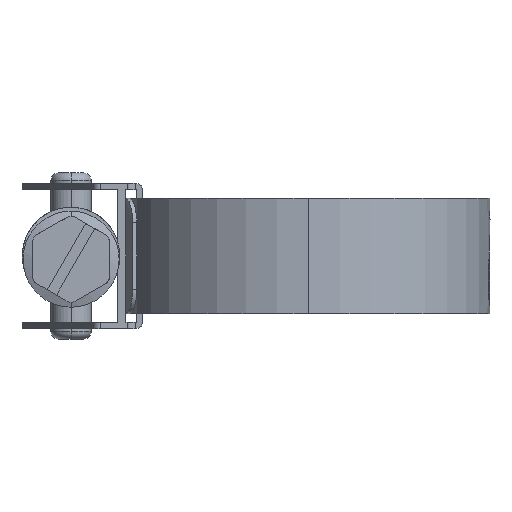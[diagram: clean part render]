
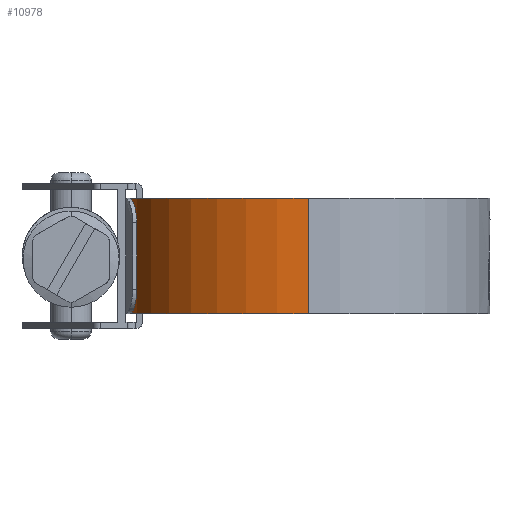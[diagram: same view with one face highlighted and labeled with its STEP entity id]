
A CAD part, left-side view. The second image highlights one B-rep face of the part: STEP entity #10978.
In plain terms, the highlighted cylindrical face has radius 22.53 mm (diameter 45.06 mm), a partial arc.
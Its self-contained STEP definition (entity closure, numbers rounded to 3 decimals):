
#198 = EDGE_CURVE ( 'NONE', #13491, #10065, #6692, .T. ) ;
#213 = CARTESIAN_POINT ( 'NONE',  ( -22.53, 0., 7.15 ) ) ;
#386 = DIRECTION ( 'NONE',  ( 0., 0., -1. ) ) ;
#1108 = VECTOR ( 'NONE', #386, 1000. ) ;
#1529 = ORIENTED_EDGE ( 'NONE', *, *, #11553, .F. ) ;
#1744 = LINE ( 'NONE', #9175, #11829 ) ;
#1749 = DIRECTION ( 'NONE',  ( 1., 0., 0. ) ) ;
#2130 = CYLINDRICAL_SURFACE ( 'NONE', #7143, 22.53 ) ;
#2177 = CARTESIAN_POINT ( 'NONE',  ( 0., 22.53, -7.15 ) ) ;
#2440 = CARTESIAN_POINT ( 'NONE',  ( -22.53, 0., -7.15 ) ) ;
#2487 = CIRCLE ( 'NONE', #12916, 22.53 ) ;
#3497 = EDGE_CURVE ( 'NONE', #13491, #7523, #11350, .T. ) ;
#3560 = AXIS2_PLACEMENT_3D ( 'NONE', #4906, #8064, #1749 ) ;
#4280 = VERTEX_POINT ( 'NONE', #2440 ) ;
#4906 = CARTESIAN_POINT ( 'NONE',  ( 0., 0., 7.15 ) ) ;
#5250 = EDGE_CURVE ( 'NONE', #10065, #4280, #2487, .T. ) ;
#5642 = CARTESIAN_POINT ( 'NONE',  ( 0., 22.53, 7.15 ) ) ;
#5826 = CARTESIAN_POINT ( 'NONE',  ( 0., 22.53, 7.15 ) ) ;
#5836 = DIRECTION ( 'NONE',  ( 1., 0., 0. ) ) ;
#6363 = ORIENTED_EDGE ( 'NONE', *, *, #198, .T. ) ;
#6692 = LINE ( 'NONE', #5642, #1108 ) ;
#7143 = AXIS2_PLACEMENT_3D ( 'NONE', #10596, #11785, #11921 ) ;
#7523 = VERTEX_POINT ( 'NONE', #213 ) ;
#8064 = DIRECTION ( 'NONE',  ( 0., 0., 1. ) ) ;
#9175 = CARTESIAN_POINT ( 'NONE',  ( -22.53, 0., 7.15 ) ) ;
#9312 = DIRECTION ( 'NONE',  ( 0., 0., -1. ) ) ;
#10065 = VERTEX_POINT ( 'NONE', #2177 ) ;
#10596 = CARTESIAN_POINT ( 'NONE',  ( 0., 0., 7.15 ) ) ;
#10725 = EDGE_LOOP ( 'NONE', ( #1529, #11298, #6363, #13038 ) ) ;
#10978 = ADVANCED_FACE ( 'NONE', ( #12761 ), #2130, .T. ) ;
#11298 = ORIENTED_EDGE ( 'NONE', *, *, #3497, .F. ) ;
#11350 = CIRCLE ( 'NONE', #3560, 22.53 ) ;
#11430 = DIRECTION ( 'NONE',  ( 0., 0., 1. ) ) ;
#11553 = EDGE_CURVE ( 'NONE', #7523, #4280, #1744, .T. ) ;
#11785 = DIRECTION ( 'NONE',  ( 0., 0., -1. ) ) ;
#11829 = VECTOR ( 'NONE', #9312, 1000. ) ;
#11921 = DIRECTION ( 'NONE',  ( -1., 0., 0. ) ) ;
#12761 = FACE_OUTER_BOUND ( 'NONE', #10725, .T. ) ;
#12916 = AXIS2_PLACEMENT_3D ( 'NONE', #13477, #11430, #5836 ) ;
#13038 = ORIENTED_EDGE ( 'NONE', *, *, #5250, .T. ) ;
#13477 = CARTESIAN_POINT ( 'NONE',  ( 0., 0., -7.15 ) ) ;
#13491 = VERTEX_POINT ( 'NONE', #5826 ) ;
